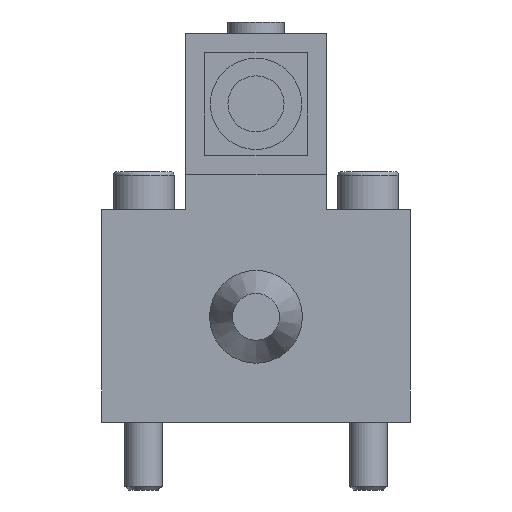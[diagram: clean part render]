
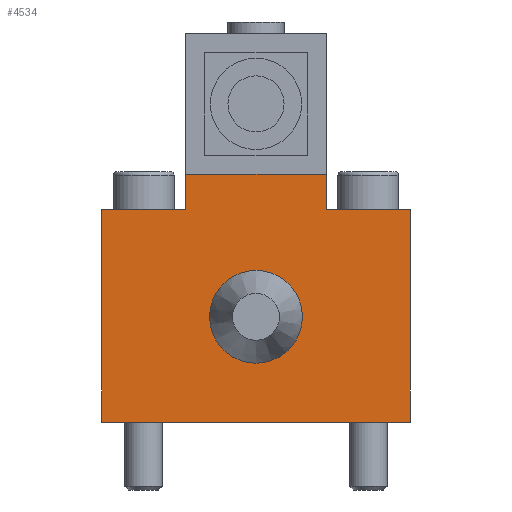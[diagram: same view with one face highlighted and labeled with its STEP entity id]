
A CAD part, left-side view. The second image highlights one B-rep face of the part: STEP entity #4534.
In plain terms, the highlighted planar face has unit normal (-1, 0, 0).
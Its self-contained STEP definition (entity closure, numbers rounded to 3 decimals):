
#125=LINE('',#6204,#424);
#126=LINE('',#6207,#425);
#127=LINE('',#6209,#426);
#128=LINE('',#6211,#427);
#129=LINE('',#6213,#428);
#130=LINE('',#6215,#429);
#131=LINE('',#6217,#430);
#132=LINE('',#6219,#431);
#424=VECTOR('',#5293,1000.);
#425=VECTOR('',#5294,1000.);
#426=VECTOR('',#5295,1000.);
#427=VECTOR('',#5296,1000.);
#428=VECTOR('',#5297,1000.);
#429=VECTOR('',#5298,1000.);
#430=VECTOR('',#5299,1000.);
#431=VECTOR('',#5300,1000.);
#698=PLANE('',#4790);
#1024=ORIENTED_EDGE('',*,*,#1721,.T.);
#1025=ORIENTED_EDGE('',*,*,#1722,.T.);
#1026=ORIENTED_EDGE('',*,*,#1723,.T.);
#1027=ORIENTED_EDGE('',*,*,#1724,.T.);
#1028=ORIENTED_EDGE('',*,*,#1725,.F.);
#1029=ORIENTED_EDGE('',*,*,#1726,.T.);
#1030=ORIENTED_EDGE('',*,*,#1727,.T.);
#1031=ORIENTED_EDGE('',*,*,#1728,.T.);
#1032=ORIENTED_EDGE('',*,*,#1719,.T.);
#1719=EDGE_CURVE('',#2089,#2089,#2318,.T.);
#1721=EDGE_CURVE('',#2091,#2092,#125,.T.);
#1722=EDGE_CURVE('',#2092,#2093,#126,.T.);
#1723=EDGE_CURVE('',#2093,#2094,#127,.T.);
#1724=EDGE_CURVE('',#2094,#2095,#128,.T.);
#1725=EDGE_CURVE('',#2096,#2095,#129,.T.);
#1726=EDGE_CURVE('',#2096,#2097,#130,.T.);
#1727=EDGE_CURVE('',#2097,#2098,#131,.T.);
#1728=EDGE_CURVE('',#2098,#2091,#132,.T.);
#2089=VERTEX_POINT('',#6199);
#2091=VERTEX_POINT('',#6205);
#2092=VERTEX_POINT('',#6206);
#2093=VERTEX_POINT('',#6208);
#2094=VERTEX_POINT('',#6210);
#2095=VERTEX_POINT('',#6212);
#2096=VERTEX_POINT('',#6214);
#2097=VERTEX_POINT('',#6216);
#2098=VERTEX_POINT('',#6218);
#2318=CIRCLE('',#4787,9.914);
#2477=EDGE_LOOP('',(#1024,#1025,#1026,#1027,#1028,#1029,#1030,#1031));
#2478=EDGE_LOOP('',(#1032));
#2778=FACE_BOUND('',#2477,.T.);
#2779=FACE_BOUND('',#2478,.T.);
#4534=ADVANCED_FACE('',(#2778,#2779),#698,.T.);
#4787=AXIS2_PLACEMENT_3D('',#6198,#5285,#5286);
#4790=AXIS2_PLACEMENT_3D('',#6203,#5291,#5292);
#5285=DIRECTION('',(1.,0.,0.));
#5286=DIRECTION('',(0.,0.,-1.));
#5291=DIRECTION('',(-1.,0.,0.));
#5292=DIRECTION('',(0.,-1.,0.));
#5293=DIRECTION('',(0.,0.,1.));
#5294=DIRECTION('',(0.,1.,0.));
#5295=DIRECTION('',(0.,0.,-1.));
#5296=DIRECTION('',(0.,1.,0.));
#5297=DIRECTION('',(0.,0.,1.));
#5298=DIRECTION('',(0.,-1.,0.));
#5299=DIRECTION('',(0.,0.,1.));
#5300=DIRECTION('',(0.,1.,0.));
#6198=CARTESIAN_POINT('',(-84.,0.,0.));
#6199=CARTESIAN_POINT('',(-84.,0.,-9.914));
#6203=CARTESIAN_POINT('',(-84.,0.,2.79));
#6204=CARTESIAN_POINT('',(-84.,-15.,22.5));
#6205=CARTESIAN_POINT('',(-84.,-15.,23.));
#6206=CARTESIAN_POINT('',(-84.,-15.,30.5));
#6207=CARTESIAN_POINT('',(-84.,-15.,30.5));
#6208=CARTESIAN_POINT('',(-84.,15.,30.5));
#6209=CARTESIAN_POINT('',(-84.,15.,30.5));
#6210=CARTESIAN_POINT('',(-84.,15.,23.));
#6211=CARTESIAN_POINT('',(-84.,-16.5,23.));
#6212=CARTESIAN_POINT('',(-84.,33.,23.));
#6213=CARTESIAN_POINT('',(-84.,33.,0.));
#6214=CARTESIAN_POINT('',(-84.,33.,-22.5));
#6215=CARTESIAN_POINT('',(-84.,33.,-22.5));
#6216=CARTESIAN_POINT('',(-84.,-33.,-22.5));
#6217=CARTESIAN_POINT('',(-84.,-33.,-22.5));
#6218=CARTESIAN_POINT('',(-84.,-33.,23.));
#6219=CARTESIAN_POINT('',(-84.,-16.5,23.));
